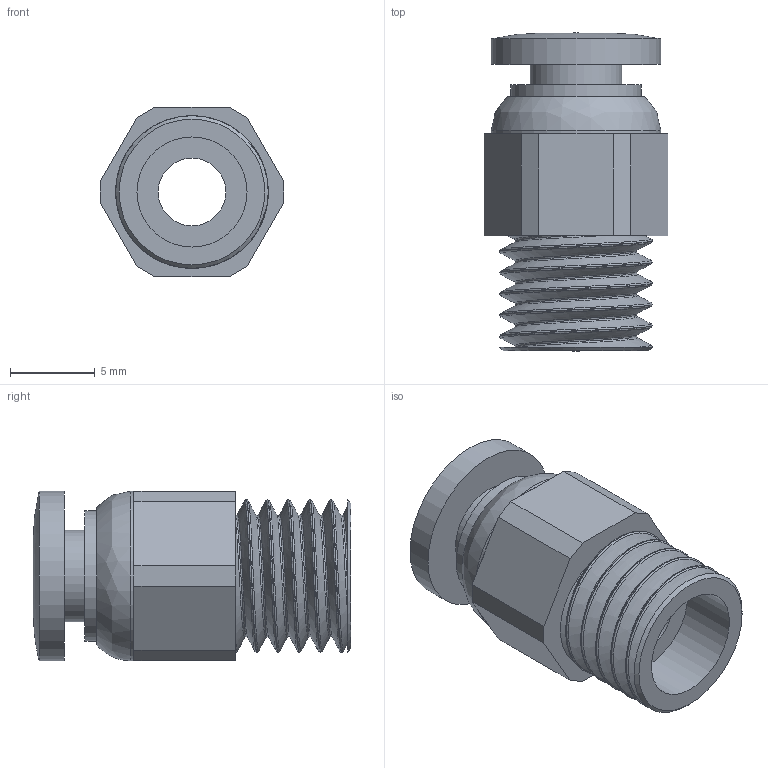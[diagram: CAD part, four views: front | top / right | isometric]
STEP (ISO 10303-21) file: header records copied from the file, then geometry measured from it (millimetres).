
FILE_DESCRIPTION(/* description */ (''),/* implementation_level */ '2;1');
FILE_NAME(/* name */ 'fitting 1.stp',/* time_stamp */ '2020-11-19T20:23:10+03:00',/* author */ ('Max'),/* organization */ (''),/* preprocessor_version */ 'ST-DEVELOPER v16.5',/* originating_system */ 'Autodesk Inventor 2017',/* authorisation */ '');
FILE_SCHEMA (('AUTOMOTIVE_DESIGN { 1 0 10303 214 3 1 1 }'));
Length unit declared in the file: millimetre
Products named in the file (1): фитинг
Bounding box: 10.85 x 18.75 x 10 mm (x, y, z)
Volume: 907.8 mm3; surface area: 1531.9 mm2
Topology: 2 solids, 2 shells, 45 faces, 103 edges, 67 vertices
Faces by surface type: plane 27, cylinder 9, bspline 8, cone 1
Full cylindrical faces by diameter (mm): 4 x1, 5.4 x1, 6.5 x1, 7.146 x2, 7.7 x1, 10 x2
Entity records: 3458 total; most frequent: CARTESIAN_POINT 2477, ORIENTED_EDGE 186, DIRECTION 178, EDGE_CURVE 93, AXIS2_PLACEMENT_3D 68, VERTEX_POINT 66, EDGE_LOOP 63, FACE_OUTER_BOUND 45
